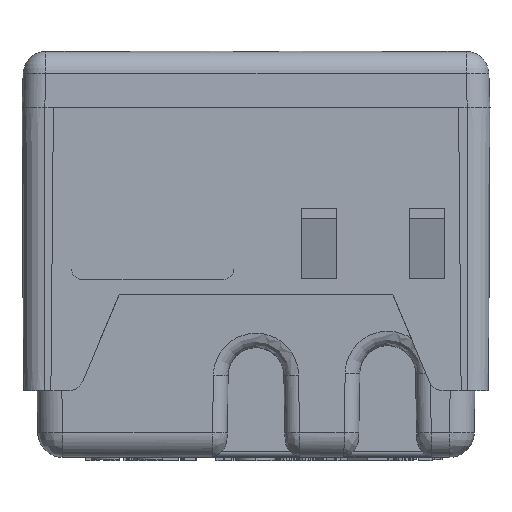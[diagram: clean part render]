
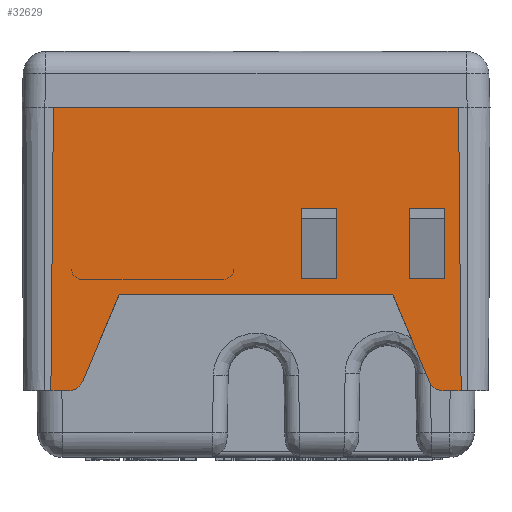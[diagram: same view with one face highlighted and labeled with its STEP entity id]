
A CAD part, front view. The second image highlights one B-rep face of the part: STEP entity #32629.
In plain terms, the highlighted planar face has unit normal (0, -1, -0.005).
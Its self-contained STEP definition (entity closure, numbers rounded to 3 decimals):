
#32463=AXIS2_PLACEMENT_3D('Plane Axis2P3D',#32460,#32461,#32462) ;
#19203=CARTESIAN_POINT('Vertex',(20.25,-21.153,-28.)) ;
#19206=CARTESIAN_POINT('Line Origine',(19.373,-21.153,-28.)) ;
#19210=CARTESIAN_POINT('Vertex',(18.496,-21.153,-28.)) ;
#32439=CARTESIAN_POINT('Control Point',(17.114,-21.158,-27.082)) ;
#32440=CARTESIAN_POINT('Control Point',(17.284,-21.156,-27.487)) ;
#32441=CARTESIAN_POINT('Control Point',(17.615,-21.154,-27.827)) ;
#32442=CARTESIAN_POINT('Control Point',(18.056,-21.153,-28.)) ;
#32443=CARTESIAN_POINT('Control Point',(18.496,-21.153,-28.)) ;
#32444=CARTESIAN_POINT('Vertex',(17.114,-21.158,-27.082)) ;
#32460=CARTESIAN_POINT('Axis2P3D Location',(0.,-21.3,0.)) ;
#32466=CARTESIAN_POINT('Control Point',(20.,-21.3,0.)) ;
#32467=CARTESIAN_POINT('Control Point',(20.25,-21.153,-28.)) ;
#32468=CARTESIAN_POINT('Vertex',(20.,-21.3,0.)) ;
#32471=CARTESIAN_POINT('Line Origine',(0.,-21.3,0.)) ;
#32475=CARTESIAN_POINT('Vertex',(-20.,-21.3,0.)) ;
#32479=CARTESIAN_POINT('Control Point',(-20.,-21.3,0.)) ;
#32480=CARTESIAN_POINT('Control Point',(-20.25,-21.153,-28.)) ;
#32481=CARTESIAN_POINT('Vertex',(-20.25,-21.153,-28.)) ;
#32484=CARTESIAN_POINT('Line Origine',(0.,-21.153,-28.)) ;
#32488=CARTESIAN_POINT('Vertex',(-18.496,-21.153,-28.)) ;
#32492=CARTESIAN_POINT('Control Point',(-18.496,-21.153,-28.)) ;
#32493=CARTESIAN_POINT('Control Point',(-18.056,-21.153,-28.)) ;
#32494=CARTESIAN_POINT('Control Point',(-17.615,-21.154,-27.827)) ;
#32495=CARTESIAN_POINT('Control Point',(-17.284,-21.156,-27.487)) ;
#32496=CARTESIAN_POINT('Control Point',(-17.114,-21.158,-27.082)) ;
#32497=CARTESIAN_POINT('Vertex',(-17.114,-21.158,-27.082)) ;
#32501=CARTESIAN_POINT('Control Point',(-17.114,-21.158,-27.082)) ;
#32502=CARTESIAN_POINT('Control Point',(-13.5,-21.203,-18.5)) ;
#32503=CARTESIAN_POINT('Vertex',(-13.5,-21.203,-18.5)) ;
#32506=CARTESIAN_POINT('Line Origine',(0.,-21.203,-18.5)) ;
#32510=CARTESIAN_POINT('Vertex',(13.5,-21.203,-18.5)) ;
#32514=CARTESIAN_POINT('Control Point',(13.5,-21.203,-18.5)) ;
#32515=CARTESIAN_POINT('Control Point',(17.114,-21.158,-27.082)) ;
#32529=CARTESIAN_POINT('Line Origine',(0.,-21.211,-16.929)) ;
#32533=CARTESIAN_POINT('Vertex',(5.45,-21.211,-16.929)) ;
#32535=CARTESIAN_POINT('Vertex',(6.95,-21.211,-16.929)) ;
#32538=CARTESIAN_POINT('Line Origine',(0.,-21.211,-16.929)) ;
#32542=CARTESIAN_POINT('Vertex',(4.45,-21.211,-16.929)) ;
#32545=CARTESIAN_POINT('Line Origine',(4.45,-21.227,-14.02)) ;
#32549=CARTESIAN_POINT('Vertex',(4.45,-21.248,-10.)) ;
#32552=CARTESIAN_POINT('Line Origine',(0.,-21.248,-10.)) ;
#32556=CARTESIAN_POINT('Vertex',(7.95,-21.248,-10.)) ;
#32559=CARTESIAN_POINT('Line Origine',(7.95,-21.227,-14.02)) ;
#32563=CARTESIAN_POINT('Vertex',(7.95,-21.211,-16.929)) ;
#32566=CARTESIAN_POINT('Line Origine',(0.,-21.211,-16.929)) ;
#32579=CARTESIAN_POINT('Line Origine',(0.,-21.211,-16.929)) ;
#32583=CARTESIAN_POINT('Vertex',(15.15,-21.211,-16.929)) ;
#32585=CARTESIAN_POINT('Vertex',(16.15,-21.211,-16.929)) ;
#32588=CARTESIAN_POINT('Line Origine',(15.15,-21.227,-14.02)) ;
#32592=CARTESIAN_POINT('Vertex',(15.15,-21.248,-10.)) ;
#32595=CARTESIAN_POINT('Line Origine',(0.,-21.248,-10.)) ;
#32599=CARTESIAN_POINT('Vertex',(18.65,-21.248,-10.)) ;
#32602=CARTESIAN_POINT('Line Origine',(18.65,-21.227,-14.02)) ;
#32606=CARTESIAN_POINT('Vertex',(18.65,-21.211,-16.929)) ;
#32609=CARTESIAN_POINT('Line Origine',(0.,-21.211,-16.929)) ;
#32613=CARTESIAN_POINT('Vertex',(17.65,-21.211,-16.929)) ;
#32616=CARTESIAN_POINT('Line Origine',(0.,-21.211,-16.929)) ;
#19207=DIRECTION('Vector Direction',(1.,0.,0.)) ;
#32461=DIRECTION('Axis2P3D Direction',(0.,-1.,-0.005)) ;
#32462=DIRECTION('Axis2P3D XDirection',(1.,0.,0.)) ;
#32472=DIRECTION('Vector Direction',(1.,0.,0.)) ;
#32485=DIRECTION('Vector Direction',(1.,0.,0.)) ;
#32507=DIRECTION('Vector Direction',(1.,0.,0.)) ;
#32530=DIRECTION('Vector Direction',(1.,0.,0.)) ;
#32539=DIRECTION('Vector Direction',(1.,0.,0.)) ;
#32546=DIRECTION('Vector Direction',(0.,-0.005,1.)) ;
#32553=DIRECTION('Vector Direction',(1.,0.,0.)) ;
#32560=DIRECTION('Vector Direction',(0.,-0.005,1.)) ;
#32567=DIRECTION('Vector Direction',(1.,0.,0.)) ;
#32580=DIRECTION('Vector Direction',(1.,0.,0.)) ;
#32589=DIRECTION('Vector Direction',(0.,-0.005,1.)) ;
#32596=DIRECTION('Vector Direction',(1.,0.,0.)) ;
#32603=DIRECTION('Vector Direction',(0.,-0.005,1.)) ;
#32610=DIRECTION('Vector Direction',(1.,0.,0.)) ;
#32617=DIRECTION('Vector Direction',(1.,0.,0.)) ;
#19208=VECTOR('Line Direction',#19207,1.) ;
#32473=VECTOR('Line Direction',#32472,1.) ;
#32486=VECTOR('Line Direction',#32485,1.) ;
#32508=VECTOR('Line Direction',#32507,1.) ;
#32531=VECTOR('Line Direction',#32530,1.) ;
#32540=VECTOR('Line Direction',#32539,1.) ;
#32547=VECTOR('Line Direction',#32546,1.) ;
#32554=VECTOR('Line Direction',#32553,1.) ;
#32561=VECTOR('Line Direction',#32560,1.) ;
#32568=VECTOR('Line Direction',#32567,1.) ;
#32581=VECTOR('Line Direction',#32580,1.) ;
#32590=VECTOR('Line Direction',#32589,1.) ;
#32597=VECTOR('Line Direction',#32596,1.) ;
#32604=VECTOR('Line Direction',#32603,1.) ;
#32611=VECTOR('Line Direction',#32610,1.) ;
#32618=VECTOR('Line Direction',#32617,1.) ;
#32518=ORIENTED_EDGE('',*,*,#32470,.F.) ;
#32519=ORIENTED_EDGE('',*,*,#32477,.F.) ;
#32520=ORIENTED_EDGE('',*,*,#32483,.F.) ;
#32521=ORIENTED_EDGE('',*,*,#32490,.F.) ;
#32522=ORIENTED_EDGE('',*,*,#32499,.F.) ;
#32523=ORIENTED_EDGE('',*,*,#32505,.F.) ;
#32524=ORIENTED_EDGE('',*,*,#32512,.F.) ;
#32525=ORIENTED_EDGE('',*,*,#32516,.F.) ;
#32526=ORIENTED_EDGE('',*,*,#32446,.F.) ;
#32527=ORIENTED_EDGE('',*,*,#19212,.F.) ;
#32572=ORIENTED_EDGE('',*,*,#32537,.F.) ;
#32573=ORIENTED_EDGE('',*,*,#32544,.T.) ;
#32574=ORIENTED_EDGE('',*,*,#32551,.F.) ;
#32575=ORIENTED_EDGE('',*,*,#32558,.F.) ;
#32576=ORIENTED_EDGE('',*,*,#32565,.T.) ;
#32577=ORIENTED_EDGE('',*,*,#32570,.T.) ;
#32622=ORIENTED_EDGE('',*,*,#32587,.F.) ;
#32623=ORIENTED_EDGE('',*,*,#32594,.F.) ;
#32624=ORIENTED_EDGE('',*,*,#32601,.T.) ;
#32625=ORIENTED_EDGE('',*,*,#32608,.T.) ;
#32626=ORIENTED_EDGE('',*,*,#32615,.F.) ;
#32627=ORIENTED_EDGE('',*,*,#32620,.T.) ;
#32578=FACE_BOUND('',#32571,.T.) ;
#32628=FACE_BOUND('',#32621,.T.) ;
#32629=ADVANCED_FACE('PartBody',(#32528,#32578,#32628),#32464,.T.) ;
#32438=B_SPLINE_CURVE_WITH_KNOTS('',4,(#32439,#32440,#32441,#32442,#32443),.UNSPECIFIED.,.F.,.U.,(5,5),(0.,2.487),.UNSPECIFIED.) ;
#32465=B_SPLINE_CURVE_WITH_KNOTS('',1,(#32466,#32467),.UNSPECIFIED.,.F.,.U.,(2,2),(-16.886,11.116),.UNSPECIFIED.) ;
#32478=B_SPLINE_CURVE_WITH_KNOTS('',1,(#32479,#32480),.UNSPECIFIED.,.F.,.U.,(2,2),(-16.886,11.116),.UNSPECIFIED.) ;
#32491=B_SPLINE_CURVE_WITH_KNOTS('',4,(#32492,#32493,#32494,#32495,#32496),.UNSPECIFIED.,.F.,.U.,(5,5),(0.,2.487),.UNSPECIFIED.) ;
#32500=B_SPLINE_CURVE_WITH_KNOTS('',1,(#32501,#32502),.UNSPECIFIED.,.F.,.U.,(2,2),(-4.656,4.656),.UNSPECIFIED.) ;
#32513=B_SPLINE_CURVE_WITH_KNOTS('',1,(#32514,#32515),.UNSPECIFIED.,.F.,.U.,(2,2),(-4.656,4.656),.UNSPECIFIED.) ;
#19212=EDGE_CURVE('',#19204,#19211,#19209,.F.) ;
#32446=EDGE_CURVE('',#19211,#32445,#32438,.F.) ;
#32470=EDGE_CURVE('',#32469,#19204,#32465,.T.) ;
#32477=EDGE_CURVE('',#32476,#32469,#32474,.T.) ;
#32483=EDGE_CURVE('',#32482,#32476,#32478,.F.) ;
#32490=EDGE_CURVE('',#32489,#32482,#32487,.F.) ;
#32499=EDGE_CURVE('',#32498,#32489,#32491,.F.) ;
#32505=EDGE_CURVE('',#32504,#32498,#32500,.F.) ;
#32512=EDGE_CURVE('',#32511,#32504,#32509,.F.) ;
#32516=EDGE_CURVE('',#32445,#32511,#32513,.F.) ;
#32537=EDGE_CURVE('',#32534,#32536,#32532,.T.) ;
#32544=EDGE_CURVE('',#32534,#32543,#32541,.F.) ;
#32551=EDGE_CURVE('',#32550,#32543,#32548,.F.) ;
#32558=EDGE_CURVE('',#32557,#32550,#32555,.F.) ;
#32565=EDGE_CURVE('',#32557,#32564,#32562,.F.) ;
#32570=EDGE_CURVE('',#32564,#32536,#32569,.F.) ;
#32587=EDGE_CURVE('',#32584,#32586,#32582,.T.) ;
#32594=EDGE_CURVE('',#32593,#32584,#32591,.F.) ;
#32601=EDGE_CURVE('',#32593,#32600,#32598,.T.) ;
#32608=EDGE_CURVE('',#32600,#32607,#32605,.F.) ;
#32615=EDGE_CURVE('',#32614,#32607,#32612,.T.) ;
#32620=EDGE_CURVE('',#32614,#32586,#32619,.F.) ;
#32517=EDGE_LOOP('',(#32518,#32519,#32520,#32521,#32522,#32523,#32524,#32525,#32526,#32527)) ;
#32571=EDGE_LOOP('',(#32572,#32573,#32574,#32575,#32576,#32577)) ;
#32621=EDGE_LOOP('',(#32622,#32623,#32624,#32625,#32626,#32627)) ;
#32528=FACE_OUTER_BOUND('',#32517,.T.) ;
#19209=LINE('Line',#19206,#19208) ;
#32474=LINE('Line',#32471,#32473) ;
#32487=LINE('Line',#32484,#32486) ;
#32509=LINE('Line',#32506,#32508) ;
#32532=LINE('Line',#32529,#32531) ;
#32541=LINE('Line',#32538,#32540) ;
#32548=LINE('Line',#32545,#32547) ;
#32555=LINE('Line',#32552,#32554) ;
#32562=LINE('Line',#32559,#32561) ;
#32569=LINE('Line',#32566,#32568) ;
#32582=LINE('Line',#32579,#32581) ;
#32591=LINE('Line',#32588,#32590) ;
#32598=LINE('Line',#32595,#32597) ;
#32605=LINE('Line',#32602,#32604) ;
#32612=LINE('Line',#32609,#32611) ;
#32619=LINE('Line',#32616,#32618) ;
#32464=PLANE('',#32463) ;
#19204=VERTEX_POINT('',#19203) ;
#19211=VERTEX_POINT('',#19210) ;
#32445=VERTEX_POINT('',#32444) ;
#32469=VERTEX_POINT('',#32468) ;
#32476=VERTEX_POINT('',#32475) ;
#32482=VERTEX_POINT('',#32481) ;
#32489=VERTEX_POINT('',#32488) ;
#32498=VERTEX_POINT('',#32497) ;
#32504=VERTEX_POINT('',#32503) ;
#32511=VERTEX_POINT('',#32510) ;
#32534=VERTEX_POINT('',#32533) ;
#32536=VERTEX_POINT('',#32535) ;
#32543=VERTEX_POINT('',#32542) ;
#32550=VERTEX_POINT('',#32549) ;
#32557=VERTEX_POINT('',#32556) ;
#32564=VERTEX_POINT('',#32563) ;
#32584=VERTEX_POINT('',#32583) ;
#32586=VERTEX_POINT('',#32585) ;
#32593=VERTEX_POINT('',#32592) ;
#32600=VERTEX_POINT('',#32599) ;
#32607=VERTEX_POINT('',#32606) ;
#32614=VERTEX_POINT('',#32613) ;
